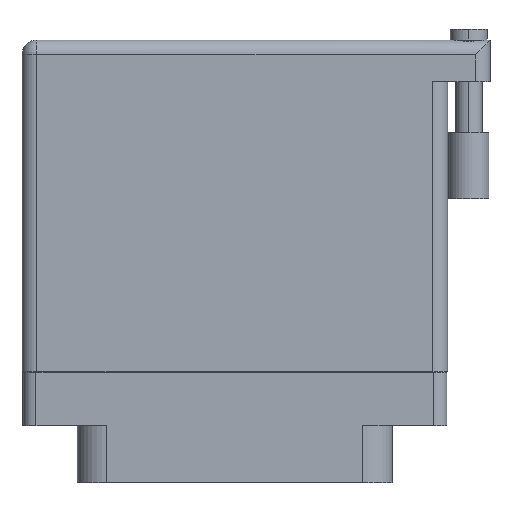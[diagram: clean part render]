
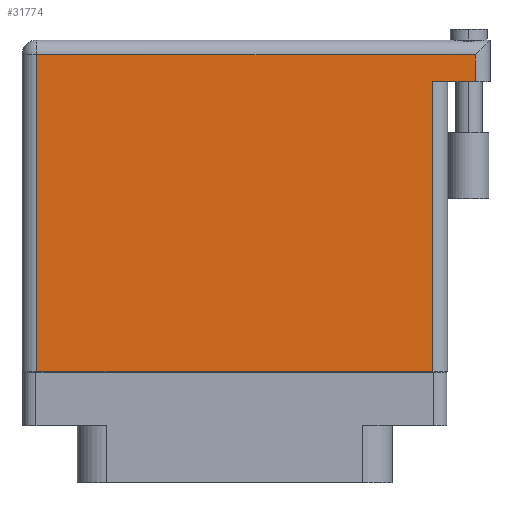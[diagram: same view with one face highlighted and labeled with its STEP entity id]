
A CAD part, front view. The second image highlights one B-rep face of the part: STEP entity #31774.
In plain terms, the highlighted face is planar.
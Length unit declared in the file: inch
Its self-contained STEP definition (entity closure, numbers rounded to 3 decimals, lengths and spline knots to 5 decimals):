
#48 = VECTOR ( 'NONE', #38947, 39.37008 ) ;
#990 = LINE ( 'NONE', #5499, #27381 ) ;
#1451 = PLANE ( 'NONE',  #1935 ) ;
#1614 = ORIENTED_EDGE ( 'NONE', *, *, #20226, .T. ) ;
#1705 = LINE ( 'NONE', #37389, #3178 ) ;
#1935 = AXIS2_PLACEMENT_3D ( 'NONE', #25998, #7662, #29084 ) ;
#2977 = EDGE_CURVE ( 'NONE', #11375, #15845, #21719, .T. ) ;
#3178 = VECTOR ( 'NONE', #34434, 39.37008 ) ;
#5390 = VECTOR ( 'NONE', #7570, 39.37008 ) ;
#5499 = CARTESIAN_POINT ( 'NONE',  ( -1.004, 1.396, 0.4495 ) ) ;
#6267 = FACE_OUTER_BOUND ( 'NONE', #6703, .T. ) ;
#6660 = EDGE_CURVE ( 'NONE', #38772, #15845, #36857, .T. ) ;
#6703 = EDGE_LOOP ( 'NONE', ( #1614, #13134, #29239, #26614, #17574, #37929 ) ) ;
#7570 = DIRECTION ( 'NONE',  ( 0., 1., 0. ) ) ;
#7662 = DIRECTION ( 'NONE',  ( 0., 0., -1. ) ) ;
#8251 = LINE ( 'NONE', #18017, #48 ) ;
#9440 = LINE ( 'NONE', #24419, #18063 ) ;
#10091 = VERTEX_POINT ( 'NONE', #31715 ) ;
#10580 = CARTESIAN_POINT ( 'NONE',  ( 1.134, 1.269, 0.4495 ) ) ;
#10750 = EDGE_CURVE ( 'NONE', #38772, #22161, #1705, .T. ) ;
#11375 = VERTEX_POINT ( 'NONE', #27988 ) ;
#12351 = CARTESIAN_POINT ( 'NONE',  ( -0.934, -0.1, 0.4495 ) ) ;
#13134 = ORIENTED_EDGE ( 'NONE', *, *, #2977, .T. ) ;
#13217 = CARTESIAN_POINT ( 'NONE',  ( 1.134, 1.396, 0.4495 ) ) ;
#14635 = DIRECTION ( 'NONE',  ( -1., 0., 0. ) ) ;
#15845 = VERTEX_POINT ( 'NONE', #28443 ) ;
#16697 = VECTOR ( 'NONE', #23991, 39.37008 ) ;
#16750 = EDGE_CURVE ( 'NONE', #10091, #38517, #9440, .T. ) ;
#17574 = ORIENTED_EDGE ( 'NONE', *, *, #22978, .T. ) ;
#17713 = CARTESIAN_POINT ( 'NONE',  ( 1.204, 1.269, 0.4495 ) ) ;
#18017 = CARTESIAN_POINT ( 'NONE',  ( -1.004, -0.1, 0.4495 ) ) ;
#18063 = VECTOR ( 'NONE', #30857, 39.37008 ) ;
#20226 = EDGE_CURVE ( 'NONE', #38517, #11375, #8251, .T. ) ;
#21719 = LINE ( 'NONE', #33134, #5390 ) ;
#22161 = VERTEX_POINT ( 'NONE', #13217 ) ;
#22978 = EDGE_CURVE ( 'NONE', #22161, #10091, #990, .T. ) ;
#23991 = DIRECTION ( 'NONE',  ( -1., 0., 0. ) ) ;
#24419 = CARTESIAN_POINT ( 'NONE',  ( -0.934, -0.1, 0.4495 ) ) ;
#25998 = CARTESIAN_POINT ( 'NONE',  ( -1.004, 1.466, 0.4495 ) ) ;
#26614 = ORIENTED_EDGE ( 'NONE', *, *, #10750, .T. ) ;
#27381 = VECTOR ( 'NONE', #14635, 39.37008 ) ;
#27988 = CARTESIAN_POINT ( 'NONE',  ( 0.934, -0.1, 0.4495 ) ) ;
#28443 = CARTESIAN_POINT ( 'NONE',  ( 0.934, 1.269, 0.4495 ) ) ;
#29084 = DIRECTION ( 'NONE',  ( -1., 0., 0. ) ) ;
#29239 = ORIENTED_EDGE ( 'NONE', *, *, #6660, .F. ) ;
#30857 = DIRECTION ( 'NONE',  ( 0., -1., 0. ) ) ;
#31715 = CARTESIAN_POINT ( 'NONE',  ( -0.934, 1.396, 0.4495 ) ) ;
#31774 = ADVANCED_FACE ( 'NONE', ( #6267 ), #1451, .F. ) ;
#33134 = CARTESIAN_POINT ( 'NONE',  ( 0.934, 1.269, 0.4495 ) ) ;
#34434 = DIRECTION ( 'NONE',  ( 0., 1., 0. ) ) ;
#36857 = LINE ( 'NONE', #17713, #16697 ) ;
#37389 = CARTESIAN_POINT ( 'NONE',  ( 1.134, 1.466, 0.4495 ) ) ;
#37929 = ORIENTED_EDGE ( 'NONE', *, *, #16750, .T. ) ;
#38517 = VERTEX_POINT ( 'NONE', #12351 ) ;
#38772 = VERTEX_POINT ( 'NONE', #10580 ) ;
#38947 = DIRECTION ( 'NONE',  ( 1., 0., 0. ) ) ;
